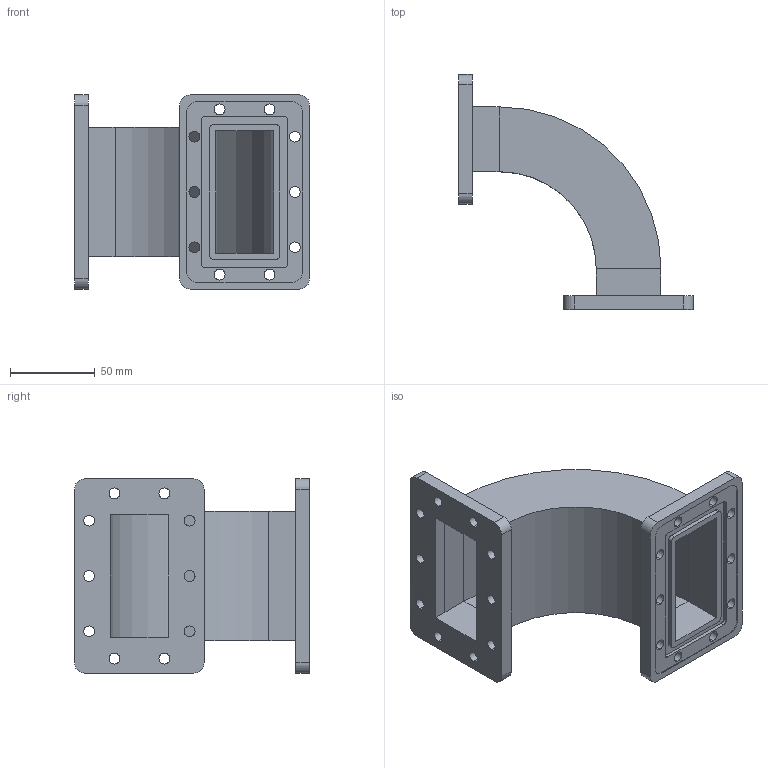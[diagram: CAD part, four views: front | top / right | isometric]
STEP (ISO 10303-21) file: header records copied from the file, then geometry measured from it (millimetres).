
FILE_DESCRIPTION (( 'STEP AP214' ), '1' );
FILE_NAME ('FMW284B001_3D.step', '2024-05-16T23:01:33', ( '' ), ( '' ), 'SwSTEP 2.0', 'SolidWorks 2022', '' );
FILE_SCHEMA (( 'AUTOMOTIVE_DESIGN' ));
Length unit declared in the file: inch
Products named in the file (1): FMW284B001_3D
Bounding box: 138.1 x 138.1 x 114.3 mm (x, y, z)
Volume: 157963 mm3; surface area: 103178.2 mm2
Topology: 1 solids, 1 shells, 113 faces, 301 edges, 195 vertices
Faces by surface type: cylinder 64, plane 49
Entity records: 3673 total; most frequent: DIRECTION 655, CARTESIAN_POINT 616, ORIENTED_EDGE 602, EDGE_CURVE 301, AXIS2_PLACEMENT_3D 242, VERTEX_POINT 195, VECTOR 171, LINE 171
